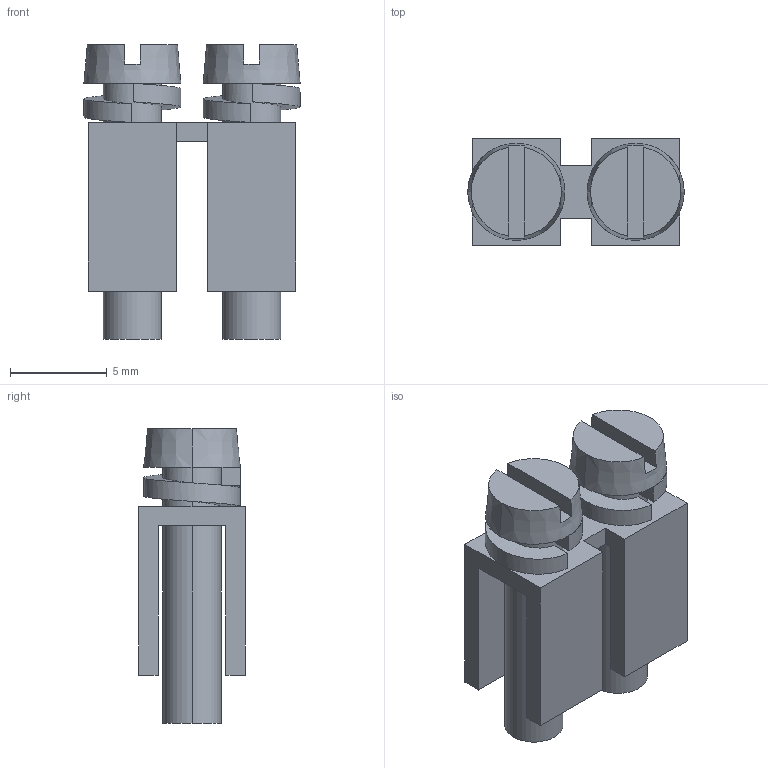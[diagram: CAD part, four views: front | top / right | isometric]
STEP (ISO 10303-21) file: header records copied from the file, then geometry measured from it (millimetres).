
FILE_DESCRIPTION(('Creo Elements/Direct Modeling STEP Export'),'2;1');
FILE_NAME('model.stp','2020-04-02T 0:22:48',(''),(''),'Creo Elements/Direct Modeling STEP processor for AP214 (Solid Model)','Creo Elements/Direct Modeling 20.1A 29-Sep-2018 (C) Parametric Technology GmbH','');
FILE_SCHEMA(('AUTOMOTIVE_DESIGN { 1 0 10303 214 1 1 1 1 }'));
Length unit declared in the file: millimetre
Products named in the file (2): FB_2_6_EX-select
Assembly tree (1 placements, depth 2):
  FB_2_6_EX-select
    FB_2_6_EX-select
Bounding box: 11.15 x 5.5 x 15.2 mm (x, y, z)
Volume: 456.3 mm3; surface area: 906 mm2
Topology: 1 solids, 1 shells, 64 faces, 186 edges, 124 vertices
Faces by surface type: plane 42, cylinder 12, bspline 6, cone 4
Entity records: 5906 total; most frequent: CARTESIAN_POINT 3837, ORIENTED_EDGE 372, DIRECTION 216, EDGE_CURVE 186, VERTEX_POINT 124, VECTOR 88, LINE 88, EDGE_LOOP 72
